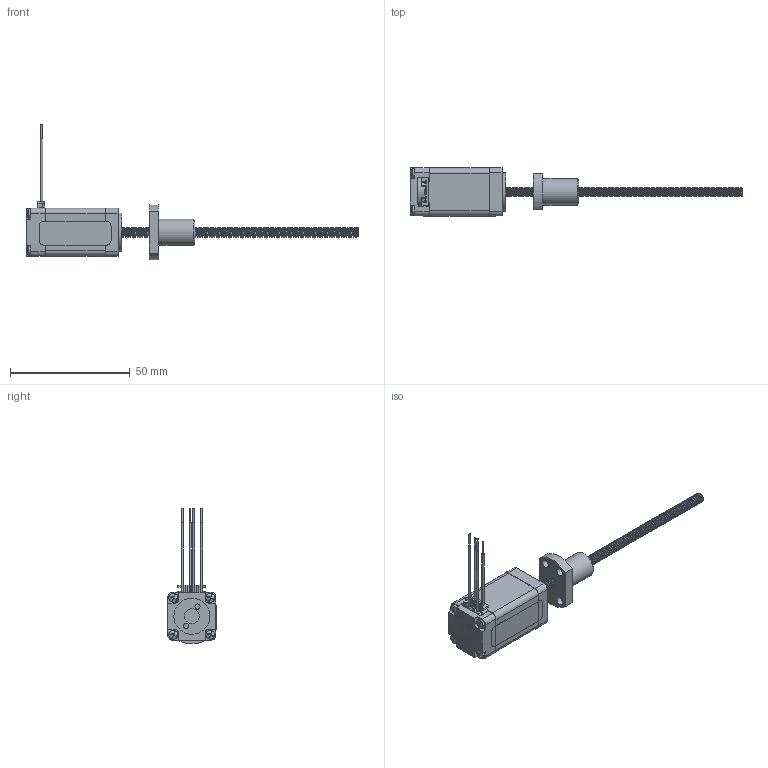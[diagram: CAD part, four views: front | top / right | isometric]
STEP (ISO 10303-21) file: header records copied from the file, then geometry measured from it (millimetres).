
FILE_DESCRIPTION(/* description */ (''),/* implementation_level */ '2;1');
FILE_NAME(/* name */ '8E2205BS24-100RNN.stp',/* time_stamp */ '2020-08-17T11:13:37+08:00',/* author */ ('hc7413'),/* organization */ (''),/* preprocessor_version */ 'ST-DEVELOPER v16.1',/* originating_system */ 'Autodesk Inventor 2016',/* authorisation */ '');
FILE_SCHEMA (('AUTOMOTIVE_DESIGN { 1 0 10303 214 3 1 1 }'));
Products named in the file (25): 01-017（前盖）; 01-018（后盖）; 15-001-017漆包线（8H2040）; 09-005-1（红）; 09-005-2（红白）; 09-005-3（绿）; 09-005-4（绿白）; ; 04-110(8N2040铜轴); 04-181（8N2040铜轴注塑）; 03-089磁钢; 03-089转子叠片; 03-089隔磁片; ; 03-086-2(B); 07-007轴承; 10-001垫片; 06-006预紧; 11-002（8H2040螺钉）; 02-102铁芯; 20铭牌; 20双厚标签; 零件6; SR0402螺母; 8E2040B4-050
Assembly tree (32 placements, depth 4):
  8E2040B4-050
    01-017（前盖）
    01-018（后盖）
  
      15-001-017漆包线（8H2040）
      09-005-1（红）
      09-005-2（红白）
      09-005-3（绿）
      09-005-4（绿白）
    03-086-2(B)
      04-181（8N2040铜轴注塑）
        04-110(8N2040铜轴)
  
        03-089磁钢  x2
        03-089转子叠片  x4
        03-089隔磁片
    07-007轴承  x2
    10-001垫片
    06-006预紧
    11-002（8H2040螺钉）  x4
    02-102铁芯
    20铭牌
    20双厚标签
    零件6
    SR0402螺母
Bounding box: 138.35 x 20.1 x 56.46 mm (x, y, z)
Volume: 15205.8 mm3; surface area: 25441.6 mm2
Topology: 36 solids, 36 shells, 2198 faces, 6323 edges, 4181 vertices
Faces by surface type: cylinder 1213, plane 955, torus 16, cone 6, sphere 4, bspline 4
Full cylindrical faces by diameter (mm): 0.6 x4, 0.8 x16, 1 x2, 2 x4, 2.2 x14, 2.5 x9, 3 x1, 3.4 x4, 3.8 x6, 4 x1, 4.8 x1, 5 x4, 6 x6, 6.1 x3, 6.2 x1, 7 x3, 8 x1, 9 x6, 11 x1, 11.2 x3, 12.24 x2, 12.5 x2, 15 x1, 16 x1
Entity records: 51304 total; most frequent: CARTESIAN_POINT 17532, DIRECTION 7161, ORIENTED_EDGE 6626, EDGE_CURVE 3313, AXIS2_PLACEMENT_3D 2594, VERTEX_POINT 2226, LINE 1973, VECTOR 1973
